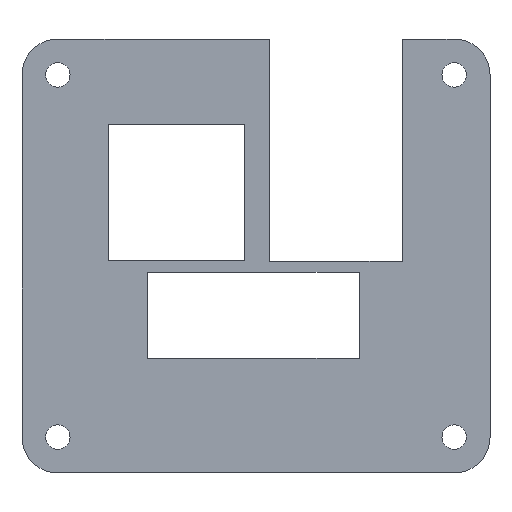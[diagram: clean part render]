
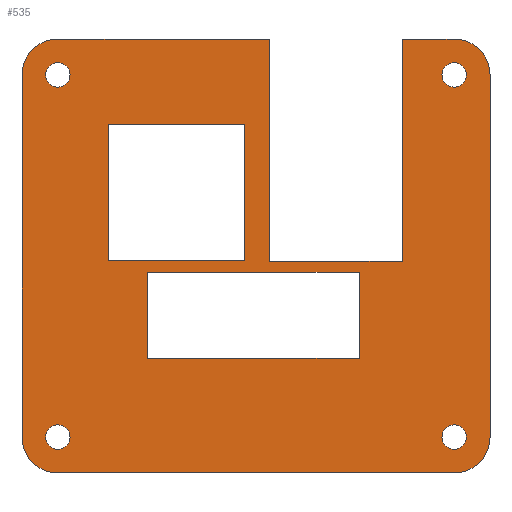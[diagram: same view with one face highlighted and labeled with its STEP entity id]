
A CAD part, top view. The second image highlights one B-rep face of the part: STEP entity #535.
In plain terms, the highlighted planar face has unit normal (0, 0, 1).
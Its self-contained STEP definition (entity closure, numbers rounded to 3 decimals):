
#22=FACE_BOUND('',#104,.T.);
#23=FACE_BOUND('',#105,.T.);
#24=FACE_BOUND('',#106,.T.);
#25=FACE_BOUND('',#107,.T.);
#26=FACE_BOUND('',#108,.T.);
#27=FACE_BOUND('',#109,.T.);
#45=PLANE('',#591);
#71=FACE_OUTER_BOUND('',#103,.T.);
#103=EDGE_LOOP('',(#478,#479,#480,#481,#482,#483,#484,#485,#486,#487,#488,
#489));
#104=EDGE_LOOP('',(#490));
#105=EDGE_LOOP('',(#491,#492,#493,#494));
#106=EDGE_LOOP('',(#495,#496,#497,#498));
#107=EDGE_LOOP('',(#499));
#108=EDGE_LOOP('',(#500));
#109=EDGE_LOOP('',(#501));
#128=LINE('',#792,#184);
#134=LINE('',#807,#190);
#137=LINE('',#815,#193);
#142=LINE('',#832,#198);
#144=LINE('',#836,#200);
#146=LINE('',#840,#202);
#148=LINE('',#843,#204);
#150=LINE('',#848,#206);
#152=LINE('',#852,#208);
#154=LINE('',#856,#210);
#156=LINE('',#859,#212);
#158=LINE('',#865,#214);
#159=LINE('',#868,#215);
#161=LINE('',#872,#217);
#163=LINE('',#876,#219);
#165=LINE('',#879,#221);
#184=VECTOR('',#636,10.);
#190=VECTOR('',#652,10.);
#193=VECTOR('',#661,10.);
#198=VECTOR('',#680,10.);
#200=VECTOR('',#684,10.);
#202=VECTOR('',#688,10.);
#204=VECTOR('',#692,10.);
#206=VECTOR('',#696,10.);
#208=VECTOR('',#700,10.);
#210=VECTOR('',#704,10.);
#212=VECTOR('',#708,10.);
#214=VECTOR('',#716,10.);
#215=VECTOR('',#719,10.);
#217=VECTOR('',#723,10.);
#219=VECTOR('',#727,10.);
#221=VECTOR('',#731,10.);
#222=CIRCLE('',#551,5.);
#231=CIRCLE('',#563,5.);
#232=CIRCLE('',#565,5.);
#233=CIRCLE('',#568,5.);
#234=CIRCLE('',#571,1.7);
#235=CIRCLE('',#573,1.7);
#236=CIRCLE('',#575,1.7);
#237=CIRCLE('',#585,1.7);
#238=VERTEX_POINT('',#736);
#239=VERTEX_POINT('',#737);
#264=VERTEX_POINT('',#791);
#265=VERTEX_POINT('',#795);
#266=VERTEX_POINT('',#799);
#267=VERTEX_POINT('',#800);
#268=VERTEX_POINT('',#805);
#269=VERTEX_POINT('',#809);
#270=VERTEX_POINT('',#810);
#271=VERTEX_POINT('',#817);
#272=VERTEX_POINT('',#821);
#273=VERTEX_POINT('',#825);
#274=VERTEX_POINT('',#829);
#275=VERTEX_POINT('',#831);
#276=VERTEX_POINT('',#835);
#277=VERTEX_POINT('',#839);
#278=VERTEX_POINT('',#845);
#279=VERTEX_POINT('',#847);
#280=VERTEX_POINT('',#851);
#281=VERTEX_POINT('',#855);
#282=VERTEX_POINT('',#861);
#283=VERTEX_POINT('',#867);
#284=VERTEX_POINT('',#871);
#285=VERTEX_POINT('',#875);
#286=EDGE_CURVE('',#238,#239,#222,.T.);
#313=EDGE_CURVE('',#264,#239,#128,.T.);
#315=EDGE_CURVE('',#264,#265,#231,.T.);
#317=EDGE_CURVE('',#266,#267,#232,.T.);
#321=EDGE_CURVE('',#266,#268,#134,.T.);
#322=EDGE_CURVE('',#269,#270,#233,.T.);
#325=EDGE_CURVE('',#238,#270,#137,.T.);
#326=EDGE_CURVE('',#271,#271,#234,.T.);
#328=EDGE_CURVE('',#272,#272,#235,.T.);
#330=EDGE_CURVE('',#273,#273,#236,.T.);
#333=EDGE_CURVE('',#275,#274,#142,.T.);
#335=EDGE_CURVE('',#276,#275,#144,.T.);
#337=EDGE_CURVE('',#277,#276,#146,.T.);
#339=EDGE_CURVE('',#274,#277,#148,.T.);
#341=EDGE_CURVE('',#279,#278,#150,.T.);
#343=EDGE_CURVE('',#280,#279,#152,.T.);
#345=EDGE_CURVE('',#281,#280,#154,.T.);
#347=EDGE_CURVE('',#278,#281,#156,.T.);
#348=EDGE_CURVE('',#282,#282,#237,.T.);
#350=EDGE_CURVE('',#269,#267,#158,.T.);
#351=EDGE_CURVE('',#283,#265,#159,.T.);
#353=EDGE_CURVE('',#284,#283,#161,.T.);
#355=EDGE_CURVE('',#285,#284,#163,.T.);
#357=EDGE_CURVE('',#268,#285,#165,.T.);
#478=ORIENTED_EDGE('',*,*,#286,.F.);
#479=ORIENTED_EDGE('',*,*,#325,.T.);
#480=ORIENTED_EDGE('',*,*,#322,.F.);
#481=ORIENTED_EDGE('',*,*,#350,.T.);
#482=ORIENTED_EDGE('',*,*,#317,.F.);
#483=ORIENTED_EDGE('',*,*,#321,.T.);
#484=ORIENTED_EDGE('',*,*,#357,.T.);
#485=ORIENTED_EDGE('',*,*,#355,.T.);
#486=ORIENTED_EDGE('',*,*,#353,.T.);
#487=ORIENTED_EDGE('',*,*,#351,.T.);
#488=ORIENTED_EDGE('',*,*,#315,.F.);
#489=ORIENTED_EDGE('',*,*,#313,.T.);
#490=ORIENTED_EDGE('',*,*,#348,.T.);
#491=ORIENTED_EDGE('',*,*,#347,.T.);
#492=ORIENTED_EDGE('',*,*,#345,.T.);
#493=ORIENTED_EDGE('',*,*,#343,.T.);
#494=ORIENTED_EDGE('',*,*,#341,.T.);
#495=ORIENTED_EDGE('',*,*,#339,.T.);
#496=ORIENTED_EDGE('',*,*,#337,.T.);
#497=ORIENTED_EDGE('',*,*,#335,.T.);
#498=ORIENTED_EDGE('',*,*,#333,.T.);
#499=ORIENTED_EDGE('',*,*,#330,.T.);
#500=ORIENTED_EDGE('',*,*,#328,.T.);
#501=ORIENTED_EDGE('',*,*,#326,.T.);
#535=ADVANCED_FACE('',(#71,#22,#23,#24,#25,#26,#27),#45,.T.);
#551=AXIS2_PLACEMENT_3D('',#738,#596,#597);
#563=AXIS2_PLACEMENT_3D('',#796,#640,#641);
#565=AXIS2_PLACEMENT_3D('',#801,#645,#646);
#568=AXIS2_PLACEMENT_3D('',#811,#655,#656);
#571=AXIS2_PLACEMENT_3D('',#818,#664,#665);
#573=AXIS2_PLACEMENT_3D('',#822,#669,#670);
#575=AXIS2_PLACEMENT_3D('',#826,#674,#675);
#585=AXIS2_PLACEMENT_3D('',#862,#711,#712);
#591=AXIS2_PLACEMENT_3D('',#880,#732,#733);
#596=DIRECTION('center_axis',(0.,0.,-1.));
#597=DIRECTION('ref_axis',(-0.707,-0.707,0.));
#636=DIRECTION('',(0.,-1.,0.));
#640=DIRECTION('center_axis',(0.,0.,-1.));
#641=DIRECTION('ref_axis',(-0.707,0.707,0.));
#645=DIRECTION('center_axis',(0.,0.,-1.));
#646=DIRECTION('ref_axis',(0.707,0.707,0.));
#652=DIRECTION('',(-1.,0.,0.));
#655=DIRECTION('center_axis',(0.,0.,-1.));
#656=DIRECTION('ref_axis',(0.707,-0.707,0.));
#661=DIRECTION('',(1.,0.,0.));
#664=DIRECTION('center_axis',(0.,0.,-1.));
#665=DIRECTION('ref_axis',(1.,0.,0.));
#669=DIRECTION('center_axis',(0.,0.,-1.));
#670=DIRECTION('ref_axis',(1.,0.,0.));
#674=DIRECTION('center_axis',(0.,0.,-1.));
#675=DIRECTION('ref_axis',(1.,0.,0.));
#680=DIRECTION('',(0.,-1.,0.));
#684=DIRECTION('',(1.,0.,0.));
#688=DIRECTION('',(0.,1.,0.));
#692=DIRECTION('',(-1.,0.,0.));
#696=DIRECTION('',(0.,-1.,0.));
#700=DIRECTION('',(1.,0.,0.));
#704=DIRECTION('',(0.,1.,0.));
#708=DIRECTION('',(-1.,0.,0.));
#711=DIRECTION('center_axis',(0.,0.,-1.));
#712=DIRECTION('ref_axis',(1.,0.,0.));
#716=DIRECTION('',(0.,1.,0.));
#719=DIRECTION('',(-1.,0.,0.));
#723=DIRECTION('',(0.,1.,0.));
#727=DIRECTION('',(-1.,0.,0.));
#731=DIRECTION('',(0.,-1.,0.));
#732=DIRECTION('center_axis',(0.,0.,1.));
#733=DIRECTION('ref_axis',(1.,0.,0.));
#736=CARTESIAN_POINT('',(-7.,-48.64,1.5));
#737=CARTESIAN_POINT('',(-12.,-43.64,1.5));
#738=CARTESIAN_POINT('Origin',(-7.,-43.64,1.5));
#791=CARTESIAN_POINT('',(-12.,6.841,1.5));
#792=CARTESIAN_POINT('',(-12.,-48.64,1.5));
#795=CARTESIAN_POINT('',(-7.,11.841,1.5));
#796=CARTESIAN_POINT('Origin',(-7.,6.841,1.5));
#799=CARTESIAN_POINT('',(48.244,11.841,1.5));
#800=CARTESIAN_POINT('',(53.244,6.841,1.5));
#801=CARTESIAN_POINT('Origin',(48.244,6.841,1.5));
#805=CARTESIAN_POINT('',(41.,11.841,1.5));
#807=CARTESIAN_POINT('',(-12.,11.841,1.5));
#809=CARTESIAN_POINT('',(53.244,-43.64,1.5));
#810=CARTESIAN_POINT('',(48.244,-48.64,1.5));
#811=CARTESIAN_POINT('Origin',(48.244,-43.64,1.5));
#815=CARTESIAN_POINT('',(53.244,-48.64,1.5));
#817=CARTESIAN_POINT('',(-8.7,6.841,1.5));
#818=CARTESIAN_POINT('Origin',(-7.,6.841,1.5));
#821=CARTESIAN_POINT('',(-8.7,-43.64,1.5));
#822=CARTESIAN_POINT('Origin',(-7.,-43.64,1.5));
#825=CARTESIAN_POINT('',(46.544,-43.64,1.5));
#826=CARTESIAN_POINT('Origin',(48.244,-43.64,1.5));
#829=CARTESIAN_POINT('',(34.998,-32.64,1.5));
#831=CARTESIAN_POINT('',(34.998,-20.64,1.5));
#832=CARTESIAN_POINT('',(34.998,-20.64,1.5));
#835=CARTESIAN_POINT('',(5.5,-20.64,1.5));
#836=CARTESIAN_POINT('',(5.5,-20.64,1.5));
#839=CARTESIAN_POINT('',(5.5,-32.64,1.5));
#840=CARTESIAN_POINT('',(5.5,-32.64,1.5));
#843=CARTESIAN_POINT('',(34.998,-32.64,1.5));
#845=CARTESIAN_POINT('',(19.05,-19.05,1.5));
#847=CARTESIAN_POINT('',(19.05,0.,1.5));
#848=CARTESIAN_POINT('',(19.05,-19.05,1.5));
#851=CARTESIAN_POINT('',(0.,0.,1.5));
#852=CARTESIAN_POINT('',(0.,0.,1.5));
#855=CARTESIAN_POINT('',(0.,-19.05,1.5));
#856=CARTESIAN_POINT('',(0.,-19.05,1.5));
#859=CARTESIAN_POINT('',(0.,-19.05,1.5));
#861=CARTESIAN_POINT('',(46.544,6.841,1.5));
#862=CARTESIAN_POINT('Origin',(48.244,6.841,1.5));
#865=CARTESIAN_POINT('',(53.244,11.841,1.5));
#867=CARTESIAN_POINT('',(22.5,11.841,1.5));
#868=CARTESIAN_POINT('',(-12.,11.841,1.5));
#871=CARTESIAN_POINT('',(22.5,-19.159,1.5));
#872=CARTESIAN_POINT('',(22.5,-19.159,1.5));
#875=CARTESIAN_POINT('',(41.,-19.159,1.5));
#876=CARTESIAN_POINT('',(41.,-19.159,1.5));
#879=CARTESIAN_POINT('',(41.,11.841,1.5));
#880=CARTESIAN_POINT('Origin',(20.622,-18.4,1.5));
